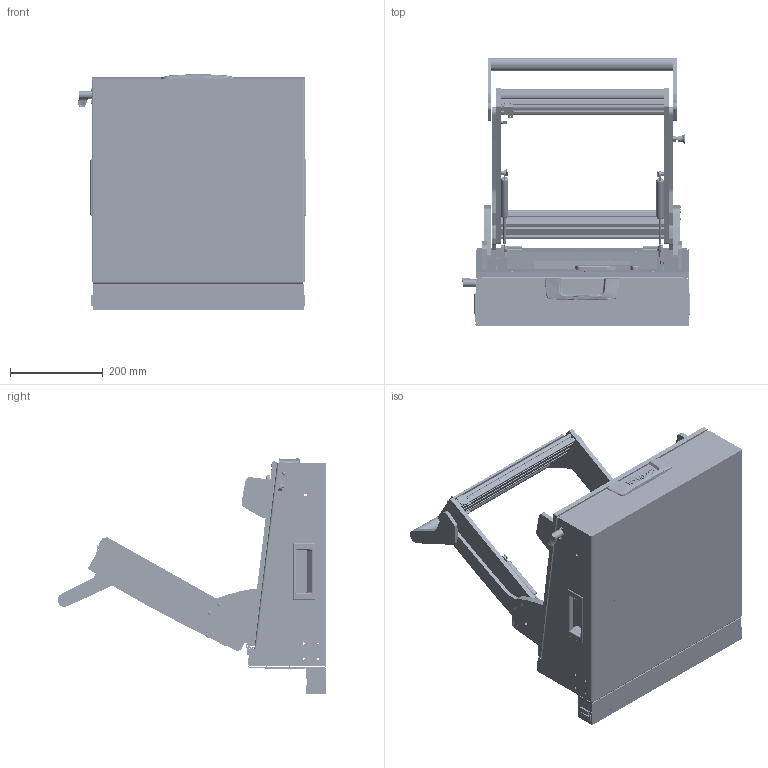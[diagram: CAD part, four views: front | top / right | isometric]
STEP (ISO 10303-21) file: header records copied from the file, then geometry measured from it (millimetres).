
FILE_DESCRIPTION (( 'STEP AP214' ), '1' );
FILE_NAME ('INGUN_33040_open.STEP', '2021-02-26T10:16:12', ( '' ), ( '' ), 'SwSTEP 2.0', 'SolidWorks 2018', '' );
FILE_SCHEMA (( 'AUTOMOTIVE_DESIGN' ));
Length unit declared in the file: millimetre
Products named in the file (108): 35650~11_KUNDE offen<S>; 32724~1; 109949~0_KUNDE<S>; 30915~0; DIN923~n_M04x12-A2; 35663~9_S; ISO7380~n_M04,0x020; 21332~0_MA 2112<Standard>; DIN6325~n_04,0m6x016; 110443~0_S; 32578~1_S; 109770~0_offen<S>; 39892~6_KUNDE<S>; 32462~0_S; 48728~1_S; 30758_01~0_S; K_02038~0; DIN985-A2~n_M05,0; 8804~0; 53836~2_KUNDE<S>; INGUN_33040_open; 31788~1; 38786~1; DIN912~n_M04,0x012; ISO7380~n_M04,0x008; DIN125~n_06,4 M06,0 Fase; ISO7380~n_M05,0x030; 34328~1_S; DIN7991~n_M03,0x016 VA; 110231~1_S; 32587~4_S; ASR~-a-s-r_拱04,2x07x拌8; 35716~2; 30758_02~0_S; 47523~0_S; DIN6325~n_04,0m6x024; 110322~4_S; 55712~0_KUNDE<S>; 49317~0; 53837~3_KUNDE<S> ...
Assembly tree (189 placements, depth 6):
  INGUN_33040_open
    32660~3_KUNDE offen ohne RW und GF<S>
      32505~6_offen ohne RW und GF<S>
        30758~0_S  x2
          30758_01~0_S
          30758_02~0_S
        20902~0
        21332~0_MA 2112<Standard>
          21332_02~0
          21332_01~0
        53032~0_S
        32171~0_S
        32462~0_S
        29805~4_geschlossen<S>
          110322~4_S
          110705~1_S
          30984~0_S
          110231~1_S
          110443~0_S
          30112~0
          ISO7380~n_M05,0x030
          ISO7380~n_M04,0x008  x2
          DIN914~n_M04,0x05
        35334~0_S
        ISO7380~n_M03,0x016  x3
        DIN7991~n_M05,0x016
        DIN7991~n_M05,0x012  x2
        DIN985-A2~n_M04,0  x3
        8804~0
        DIN125~n_04,3 M04,0  x2
      35650~11_KUNDE offen<S>
        109770~0_offen<S>
          35648~16
          35661~4_S
          35662~11_S
          35663~9_S
          2281~0_180ø<Standard>  x2
            2281~0
          37188~1_S  x2
          53031~0_S
          35649~1_S
          35651~1_S
          31253~0_S
          30955~0_S
          30915~0
          ASR~-a-s-r_拱04,2x07x拌8  x2
          2528~0  x2
          31109~0
          35664~1_S
          48727~1_S
            48726~2_S
            DIN6325~n_04,0m6x012
            48565~1_S
            DIN912~n_M04,0x020  x2
            DIN125~n_06,4 M06,0 Fase
            DIN125~n_04,3 M04,0  x2
            49317~0
          48728~1_S
            48726~2_S
            DIN6325~n_04,0m6x012
Bounding box: 491.5 x 579.49 x 508.57 mm (x, y, z)
Volume: 4997546.1 mm3; surface area: 2689384 mm2
Topology: 179 solids, 179 shells, 5210 faces, 13255 edges, 8436 vertices
Faces by surface type: cylinder 2233, plane 1932, cone 667, bspline 235, torus 75, sphere 68
Entity records: 127600 total; most frequent: CARTESIAN_POINT 30268, DIRECTION 19085, ORIENTED_EDGE 17796, EDGE_CURVE 8898, AXIS2_PLACEMENT_3D 7157, VERTEX_POINT 5736, LINE 4771, VECTOR 4771
